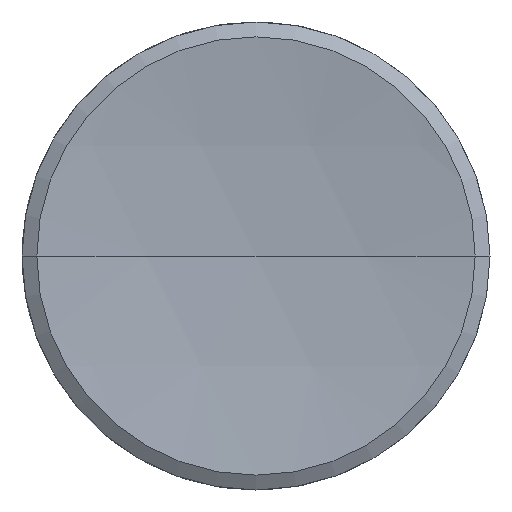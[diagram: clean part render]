
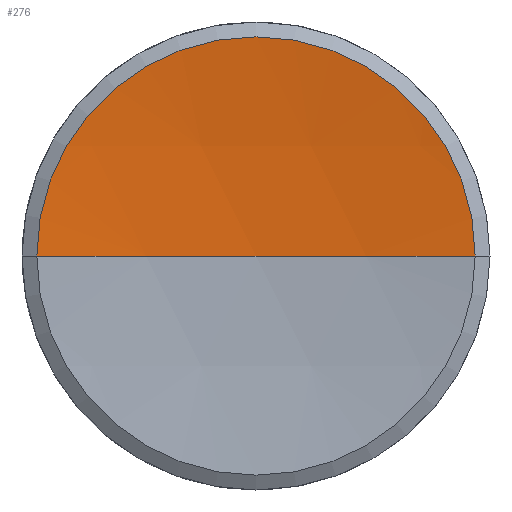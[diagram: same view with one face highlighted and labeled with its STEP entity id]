
A CAD part, left-side view. The second image highlights one B-rep face of the part: STEP entity #276.
In plain terms, the highlighted spherical face has radius 138.099 mm.
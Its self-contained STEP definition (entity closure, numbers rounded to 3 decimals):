
#14 = ORIENTED_EDGE ( 'NONE', *, *, #123, .F. ) ;
#39 = CARTESIAN_POINT ( 'NONE',  ( -9.991, 19.201, 0. ) ) ;
#78 = DIRECTION ( 'NONE',  ( 0., 1., 0. ) ) ;
#82 = EDGE_LOOP ( 'NONE', ( #345, #14 ) ) ;
#90 = DIRECTION ( 'NONE',  ( 0., -1., 0. ) ) ;
#119 = EDGE_CURVE ( 'NONE', #180, #166, #304, .T. ) ;
#123 = EDGE_CURVE ( 'NONE', #166, #180, #262, .T. ) ;
#124 = AXIS2_PLACEMENT_3D ( 'NONE', #331, #129, #223 ) ;
#129 = DIRECTION ( 'NONE',  ( 0., 0., 1. ) ) ;
#132 = CARTESIAN_POINT ( 'NONE',  ( -9.991, 0., 0. ) ) ;
#166 = VERTEX_POINT ( 'NONE', #39 ) ;
#171 = FACE_OUTER_BOUND ( 'NONE', #82, .T. ) ;
#180 = VERTEX_POINT ( 'NONE', #334 ) ;
#183 = AXIS2_PLACEMENT_3D ( 'NONE', #132, #280, #78 ) ;
#191 = SPHERICAL_SURFACE ( 'NONE', #232, 138.099 ) ;
#223 = DIRECTION ( 'NONE',  ( 0.99, -0.139, 0. ) ) ;
#232 = AXIS2_PLACEMENT_3D ( 'NONE', #309, #259, #90 ) ;
#259 = DIRECTION ( 'NONE',  ( 0., 0., -1. ) ) ;
#262 = CIRCLE ( 'NONE', #183, 19.201 ) ;
#276 = ADVANCED_FACE ( 'NONE', ( #171 ), #191, .F. ) ;
#280 = DIRECTION ( 'NONE',  ( 1., 0., 0. ) ) ;
#304 = CIRCLE ( 'NONE', #124, 138.099 ) ;
#309 = CARTESIAN_POINT ( 'NONE',  ( -146.749, 0., 0. ) ) ;
#331 = CARTESIAN_POINT ( 'NONE',  ( -146.749, 0., 0. ) ) ;
#334 = CARTESIAN_POINT ( 'NONE',  ( -9.991, -19.201, 0. ) ) ;
#345 = ORIENTED_EDGE ( 'NONE', *, *, #119, .F. ) ;
